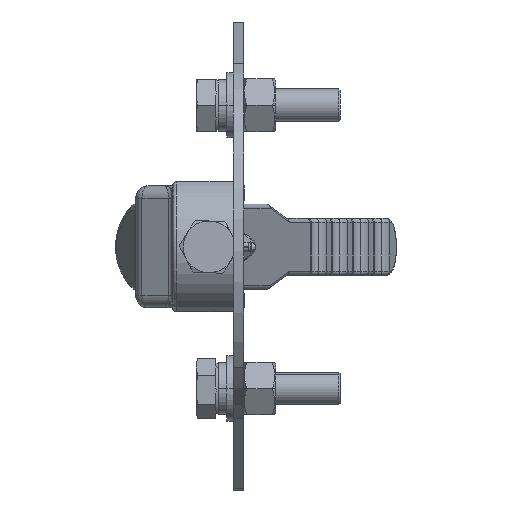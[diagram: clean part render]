
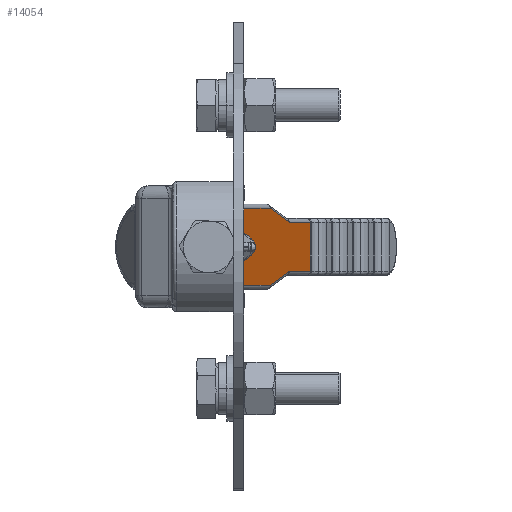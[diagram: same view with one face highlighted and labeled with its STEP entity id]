
A CAD part, left-side view. The second image highlights one B-rep face of the part: STEP entity #14054.
In plain terms, the highlighted face is planar.
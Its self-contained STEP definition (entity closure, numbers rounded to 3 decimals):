
#349 = CARTESIAN_POINT ( 'NONE',  ( 6.04, 11.971, 6. ) ) ;
#651 = DIRECTION ( 'NONE',  ( 0., 0., -1. ) ) ;
#1877 = VECTOR ( 'NONE', #28874, 1000. ) ;
#1897 = LINE ( 'NONE', #5982, #31237 ) ;
#1920 = LINE ( 'NONE', #2406, #4406 ) ;
#1975 = CARTESIAN_POINT ( 'NONE',  ( 6.04, 11.971, 9.5 ) ) ;
#2149 = LINE ( 'NONE', #28531, #10012 ) ;
#2221 = VECTOR ( 'NONE', #10427, 1000. ) ;
#2406 = CARTESIAN_POINT ( 'NONE',  ( 6.04, 11.971, -9.5 ) ) ;
#2457 = DIRECTION ( 'NONE',  ( 0., 0., -1. ) ) ;
#2464 = CARTESIAN_POINT ( 'NONE',  ( 57.589, 25.784, -6. ) ) ;
#2686 = CARTESIAN_POINT ( 'NONE',  ( 6.04, 11.971, 10.5 ) ) ;
#3002 = VECTOR ( 'NONE', #2457, 1000. ) ;
#3239 = EDGE_CURVE ( 'NONE', #25044, #3279, #25298, .T. ) ;
#3279 = VERTEX_POINT ( 'NONE', #8494 ) ;
#4189 = VERTEX_POINT ( 'NONE', #13099 ) ;
#4406 = VECTOR ( 'NONE', #28710, 1000. ) ;
#4831 = VECTOR ( 'NONE', #24498, 1000. ) ;
#5447 = CARTESIAN_POINT ( 'NONE',  ( 6.04, 11.971, 9.5 ) ) ;
#5472 = VECTOR ( 'NONE', #23704, 1000. ) ;
#5878 = LINE ( 'NONE', #2686, #3002 ) ;
#5982 = CARTESIAN_POINT ( 'NONE',  ( 76.863, 30.948, 10.5 ) ) ;
#6698 = FACE_OUTER_BOUND ( 'NONE', #14732, .T. ) ;
#7314 = EDGE_CURVE ( 'NONE', #21841, #31019, #1920, .T. ) ;
#7560 = CARTESIAN_POINT ( 'NONE',  ( 6.04, 11.971, 10.5 ) ) ;
#8392 = ORIENTED_EDGE ( 'NONE', *, *, #9542, .T. ) ;
#8494 = CARTESIAN_POINT ( 'NONE',  ( 57.496, 25.759, -6. ) ) ;
#9542 = EDGE_CURVE ( 'NONE', #4189, #25044, #1897, .T. ) ;
#10012 = VECTOR ( 'NONE', #31445, 1000. ) ;
#10277 = ORIENTED_EDGE ( 'NONE', *, *, #14017, .T. ) ;
#10427 = DIRECTION ( 'NONE',  ( 0.966, 0.259, 0. ) ) ;
#12334 = CARTESIAN_POINT ( 'NONE',  ( 76.863, 30.948, -6. ) ) ;
#12855 = DIRECTION ( 'NONE',  ( 0.259, -0.966, 0. ) ) ;
#13099 = CARTESIAN_POINT ( 'NONE',  ( 76.863, 30.948, 6. ) ) ;
#13963 = EDGE_CURVE ( 'NONE', #19322, #31019, #5878, .T. ) ;
#14017 = EDGE_CURVE ( 'NONE', #31485, #25031, #2149, .T. ) ;
#14054 = ADVANCED_FACE ( 'NONE', ( #6698 ), #26243, .F. ) ;
#14652 = LINE ( 'NONE', #5447, #2221 ) ;
#14732 = EDGE_LOOP ( 'NONE', ( #21727, #23368, #10277, #15685, #8392, #15397, #32460, #22662 ) ) ;
#14882 = CARTESIAN_POINT ( 'NONE',  ( 57.496, 25.759, 6. ) ) ;
#14972 = AXIS2_PLACEMENT_3D ( 'NONE', #7560, #12855, #15408 ) ;
#15397 = ORIENTED_EDGE ( 'NONE', *, *, #3239, .T. ) ;
#15408 = DIRECTION ( 'NONE',  ( 0.966, 0.259, 0. ) ) ;
#15535 = CARTESIAN_POINT ( 'NONE',  ( 40.013, 21.074, -9.5 ) ) ;
#15685 = ORIENTED_EDGE ( 'NONE', *, *, #20747, .T. ) ;
#19322 = VERTEX_POINT ( 'NONE', #1975 ) ;
#19506 = EDGE_CURVE ( 'NONE', #3279, #21841, #20108, .T. ) ;
#20108 = LINE ( 'NONE', #21846, #4831 ) ;
#20747 = EDGE_CURVE ( 'NONE', #25031, #4189, #33716, .T. ) ;
#21727 = ORIENTED_EDGE ( 'NONE', *, *, #13963, .F. ) ;
#21841 = VERTEX_POINT ( 'NONE', #15535 ) ;
#21846 = CARTESIAN_POINT ( 'NONE',  ( 39.922, 21.05, -9.518 ) ) ;
#22513 = EDGE_CURVE ( 'NONE', #19322, #31485, #14652, .T. ) ;
#22662 = ORIENTED_EDGE ( 'NONE', *, *, #7314, .T. ) ;
#23368 = ORIENTED_EDGE ( 'NONE', *, *, #22513, .T. ) ;
#23704 = DIRECTION ( 'NONE',  ( -0.966, -0.259, 0. ) ) ;
#24498 = DIRECTION ( 'NONE',  ( -0.948, -0.254, -0.19 ) ) ;
#25031 = VERTEX_POINT ( 'NONE', #14882 ) ;
#25044 = VERTEX_POINT ( 'NONE', #12334 ) ;
#25298 = LINE ( 'NONE', #2464, #5472 ) ;
#26243 = PLANE ( 'NONE',  #14972 ) ;
#28531 = CARTESIAN_POINT ( 'NONE',  ( 7.084, 12.251, 16.092 ) ) ;
#28710 = DIRECTION ( 'NONE',  ( -0.966, -0.259, 0. ) ) ;
#28874 = DIRECTION ( 'NONE',  ( 0.966, 0.259, 0. ) ) ;
#30057 = CARTESIAN_POINT ( 'NONE',  ( 6.04, 11.971, -9.5 ) ) ;
#31019 = VERTEX_POINT ( 'NONE', #30057 ) ;
#31237 = VECTOR ( 'NONE', #651, 1000. ) ;
#31396 = CARTESIAN_POINT ( 'NONE',  ( 40.013, 21.074, 9.5 ) ) ;
#31445 = DIRECTION ( 'NONE',  ( 0.948, 0.254, -0.19 ) ) ;
#31485 = VERTEX_POINT ( 'NONE', #31396 ) ;
#32460 = ORIENTED_EDGE ( 'NONE', *, *, #19506, .T. ) ;
#33716 = LINE ( 'NONE', #349, #1877 ) ;
